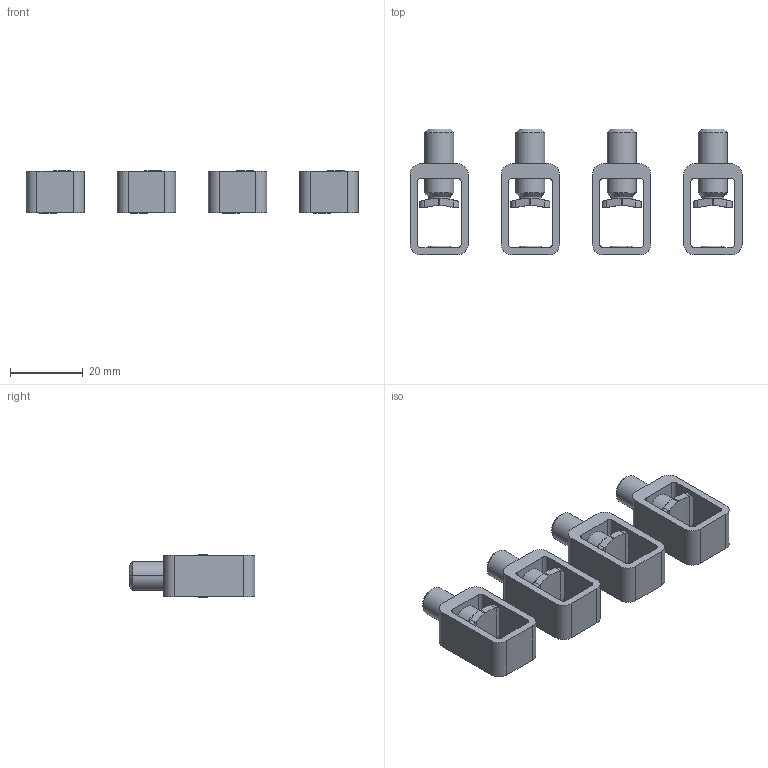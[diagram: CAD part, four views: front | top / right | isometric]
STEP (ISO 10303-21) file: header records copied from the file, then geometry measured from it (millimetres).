
FILE_DESCRIPTION(('CATIA V5 STEP Exchange'),'2;1');
FILE_NAME('1SDH001295R0084_1PA_001_00_XT1_4P_FIXED_FCCu_SUP.stp','2014-11-11T15:20:17+00:00',('none'),('none'),'CATIA Version 5 Release 20 SP 1 (IN-10)','CATIA V5 STEP AP214','none');
FILE_SCHEMA(('AUTOMOTIVE_DESIGN { 1 0 10303 214 1 1 1 1 }'));
Length unit declared in the file: millimetre
Products named in the file (1): 1SDH001295R0084_1PA_001_00_XT1_4P_FIXED_FCCu_SUP
Bounding box: 91 x 34.5 x 11.7 mm (x, y, z)
Volume: 11467.5 mm3; surface area: 10043.9 mm2
Topology: 4 solids, 4 shells, 192 faces, 496 edges, 328 vertices
Faces by surface type: cylinder 88, plane 80, cone 24
Entity records: 7051 total; most frequent: CARTESIAN_POINT 1289, ORIENTED_EDGE 992, DIRECTION 712, EDGE_CURVE 496, VERTEX_POINT 328, AXIS2_PLACEMENT_3D 313, VECTOR 256, LINE 256
